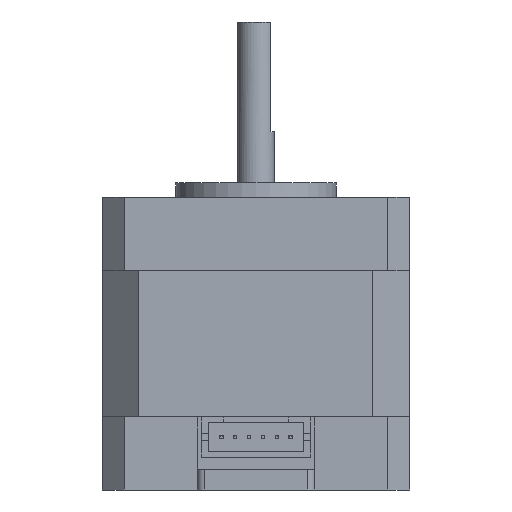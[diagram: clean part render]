
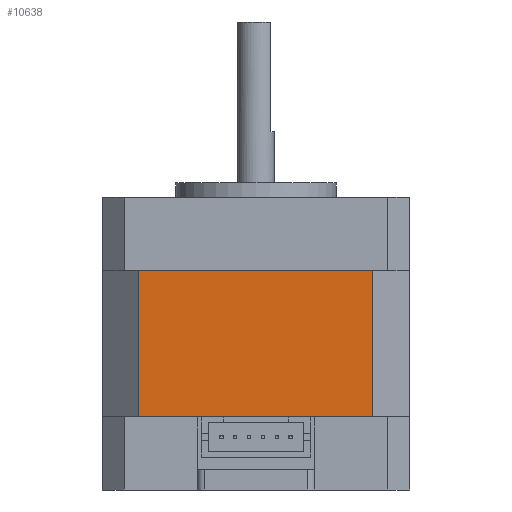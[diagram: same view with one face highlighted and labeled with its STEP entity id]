
A CAD part, front view. The second image highlights one B-rep face of the part: STEP entity #10638.
In plain terms, the highlighted planar face has unit normal (0, -1, 0).
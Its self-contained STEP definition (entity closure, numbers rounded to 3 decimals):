
#297=PLANE('',#11081);
#673=FACE_OUTER_BOUND('',#1140,.T.);
#1140=EDGE_LOOP('',(#9765,#9766,#9767,#9768));
#2721=LINE('',#27102,#3443);
#2722=LINE('',#27105,#3444);
#2723=LINE('',#27107,#3445);
#2724=LINE('',#27108,#3446);
#3443=VECTOR('',#12324,10.);
#3444=VECTOR('',#12327,10.);
#3445=VECTOR('',#12328,10.);
#3446=VECTOR('',#12329,10.);
#4963=VERTEX_POINT('',#27095);
#4966=VERTEX_POINT('',#27100);
#4967=VERTEX_POINT('',#27104);
#4968=VERTEX_POINT('',#27106);
#6588=EDGE_CURVE('',#4966,#4963,#2721,.T.);
#6589=EDGE_CURVE('',#4966,#4967,#2722,.T.);
#6590=EDGE_CURVE('',#4968,#4967,#2723,.T.);
#6591=EDGE_CURVE('',#4963,#4968,#2724,.T.);
#9765=ORIENTED_EDGE('',*,*,#6588,.F.);
#9766=ORIENTED_EDGE('',*,*,#6589,.T.);
#9767=ORIENTED_EDGE('',*,*,#6590,.F.);
#9768=ORIENTED_EDGE('',*,*,#6591,.F.);
#10638=ADVANCED_FACE('',(#673),#297,.T.);
#11081=AXIS2_PLACEMENT_3D('',#27103,#12325,#12326);
#12324=DIRECTION('',(0.,0.,-1.));
#12325=DIRECTION('center_axis',(0.,-1.,0.));
#12326=DIRECTION('ref_axis',(-1.,0.,0.));
#12327=DIRECTION('',(-1.,0.,0.));
#12328=DIRECTION('',(0.,0.,1.));
#12329=DIRECTION('',(-1.,0.,0.));
#27095=CARTESIAN_POINT('',(16.,-21.,-30.));
#27100=CARTESIAN_POINT('',(16.,-21.,-10.));
#27102=CARTESIAN_POINT('',(16.,-21.,-10.));
#27103=CARTESIAN_POINT('Origin',(21.,-21.,-10.));
#27104=CARTESIAN_POINT('',(-16.,-21.,-10.));
#27105=CARTESIAN_POINT('',(21.,-21.,-10.));
#27106=CARTESIAN_POINT('',(-16.,-21.,-30.));
#27107=CARTESIAN_POINT('',(-16.,-21.,-10.));
#27108=CARTESIAN_POINT('',(21.,-21.,-30.));
